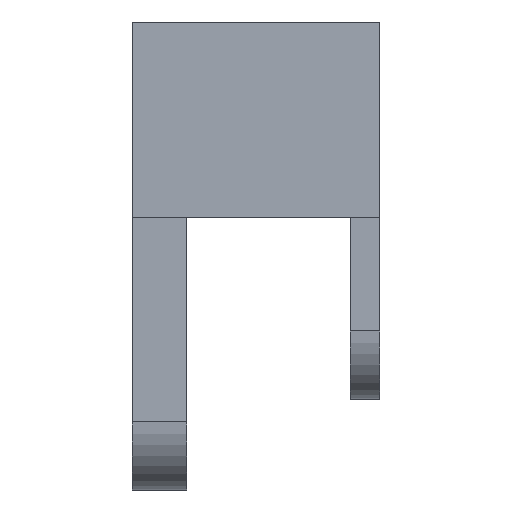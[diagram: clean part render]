
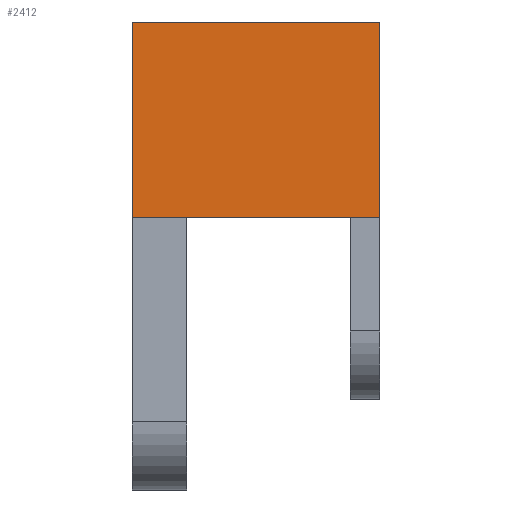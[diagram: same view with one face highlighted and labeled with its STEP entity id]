
A CAD part, left-side view. The second image highlights one B-rep face of the part: STEP entity #2412.
In plain terms, the highlighted planar face has unit normal (-1, 0, 0).
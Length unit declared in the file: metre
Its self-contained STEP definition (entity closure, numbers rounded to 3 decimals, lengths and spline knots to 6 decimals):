
#164=LINE('',#3460,#460);
#228=LINE('',#3593,#524);
#260=LINE('',#3663,#556);
#332=LINE('',#3817,#628);
#460=VECTOR('',#2765,1.);
#524=VECTOR('',#2839,1.);
#556=VECTOR('',#2899,1.);
#628=VECTOR('',#3091,1.);
#1123=ORIENTED_EDGE('',*,*,#1613,.T.);
#1124=ORIENTED_EDGE('',*,*,#1532,.T.);
#1125=ORIENTED_EDGE('',*,*,#1429,.F.);
#1126=ORIENTED_EDGE('',*,*,#1496,.F.);
#1429=EDGE_CURVE('',#1753,#1754,#164,.T.);
#1496=EDGE_CURVE('',#1817,#1753,#228,.F.);
#1532=EDGE_CURVE('',#1842,#1754,#260,.F.);
#1613=EDGE_CURVE('',#1817,#1842,#332,.T.);
#1753=VERTEX_POINT('',#3459);
#1754=VERTEX_POINT('',#3461);
#1817=VERTEX_POINT('',#3592);
#1842=VERTEX_POINT('',#3664);
#1995=EDGE_LOOP('',(#1123,#1124,#1125,#1126));
#2167=FACE_BOUND('',#1995,.T.);
#2305=PLANE('',#2568);
#2412=ADVANCED_FACE('',(#2167),#2305,.F.);
#2568=AXIS2_PLACEMENT_3D('',#3818,#3092,#3093);
#2765=DIRECTION('',(0.,0.,-1.));
#2839=DIRECTION('',(0.,1.,0.));
#2899=DIRECTION('',(0.,1.,0.));
#3091=DIRECTION('',(0.,0.,-1.));
#3092=DIRECTION('',(1.,0.,0.));
#3093=DIRECTION('',(0.,1.,0.));
#3459=CARTESIAN_POINT('',(-0.0025,-0.024725,0.0065));
#3460=CARTESIAN_POINT('',(-0.0025,-0.024725,0.006502));
#3461=CARTESIAN_POINT('',(-0.0025,-0.024725,-0.015));
#3592=CARTESIAN_POINT('',(-0.0025,0.0025,0.0065));
#3593=CARTESIAN_POINT('',(-0.0025,-0.009181,0.0065));
#3663=CARTESIAN_POINT('',(-0.0025,-0.009181,-0.015));
#3664=CARTESIAN_POINT('',(-0.0025,0.0025,-0.015));
#3817=CARTESIAN_POINT('',(-0.0025,0.0025,0.006502));
#3818=CARTESIAN_POINT('',(-0.0025,-0.009181,0.006502));
